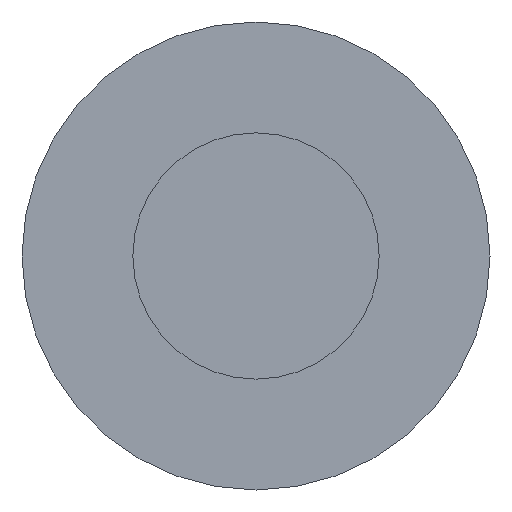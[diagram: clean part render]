
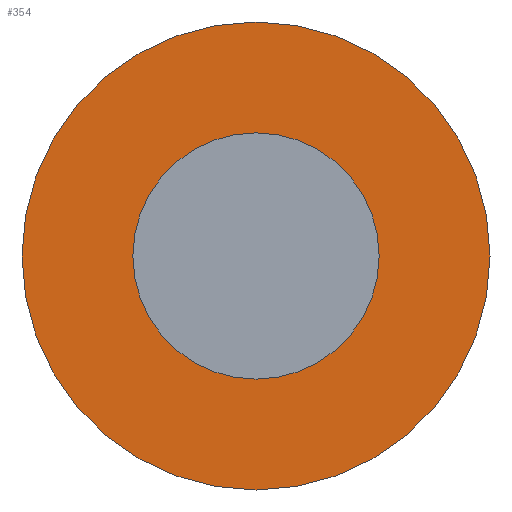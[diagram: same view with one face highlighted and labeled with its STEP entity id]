
A CAD part, front view. The second image highlights one B-rep face of the part: STEP entity #354.
In plain terms, the highlighted planar face has unit normal (0, -1, 0).
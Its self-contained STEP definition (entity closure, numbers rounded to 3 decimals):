
#6 = AXIS2_PLACEMENT_3D ( 'NONE', #255, #278, #249 ) ;
#9 = ORIENTED_EDGE ( 'NONE', *, *, #11, .T. ) ;
#11 = EDGE_CURVE ( 'NONE', #139, #139, #334, .T. ) ;
#58 = CARTESIAN_POINT ( 'NONE',  ( 0., 0., 0. ) ) ;
#68 = DIRECTION ( 'NONE',  ( 0., 0., -1. ) ) ;
#69 = FACE_BOUND ( 'NONE', #293, .T. ) ;
#70 = DIRECTION ( 'NONE',  ( 0., -1., 0. ) ) ;
#72 = PLANE ( 'NONE',  #382 ) ;
#73 = CARTESIAN_POINT ( 'NONE',  ( 0., 0., -1.5 ) ) ;
#76 = DIRECTION ( 'NONE',  ( 0., 0., -1. ) ) ;
#77 = DIRECTION ( 'NONE',  ( 0., -1., 0. ) ) ;
#78 = FACE_OUTER_BOUND ( 'NONE', #280, .T. ) ;
#79 = CARTESIAN_POINT ( 'NONE',  ( 0., 0., 0. ) ) ;
#81 = CARTESIAN_POINT ( 'NONE',  ( 0., 0., -2.85 ) ) ;
#84 = CIRCLE ( 'NONE', #306, 1.5 ) ;
#107 = ORIENTED_EDGE ( 'NONE', *, *, #380, .F. ) ;
#139 = VERTEX_POINT ( 'NONE', #81 ) ;
#249 = DIRECTION ( 'NONE',  ( 0., 0., -1. ) ) ;
#255 = CARTESIAN_POINT ( 'NONE',  ( 0., 0., 0. ) ) ;
#278 = DIRECTION ( 'NONE',  ( 0., -1., 0. ) ) ;
#280 = EDGE_LOOP ( 'NONE', ( #9 ) ) ;
#293 = EDGE_LOOP ( 'NONE', ( #107 ) ) ;
#306 = AXIS2_PLACEMENT_3D ( 'NONE', #79, #77, #76 ) ;
#334 = CIRCLE ( 'NONE', #6, 2.85 ) ;
#354 = ADVANCED_FACE ( 'NONE', ( #69, #78 ), #72, .T. ) ;
#380 = EDGE_CURVE ( 'NONE', #407, #407, #84, .T. ) ;
#382 = AXIS2_PLACEMENT_3D ( 'NONE', #58, #70, #68 ) ;
#407 = VERTEX_POINT ( 'NONE', #73 ) ;
